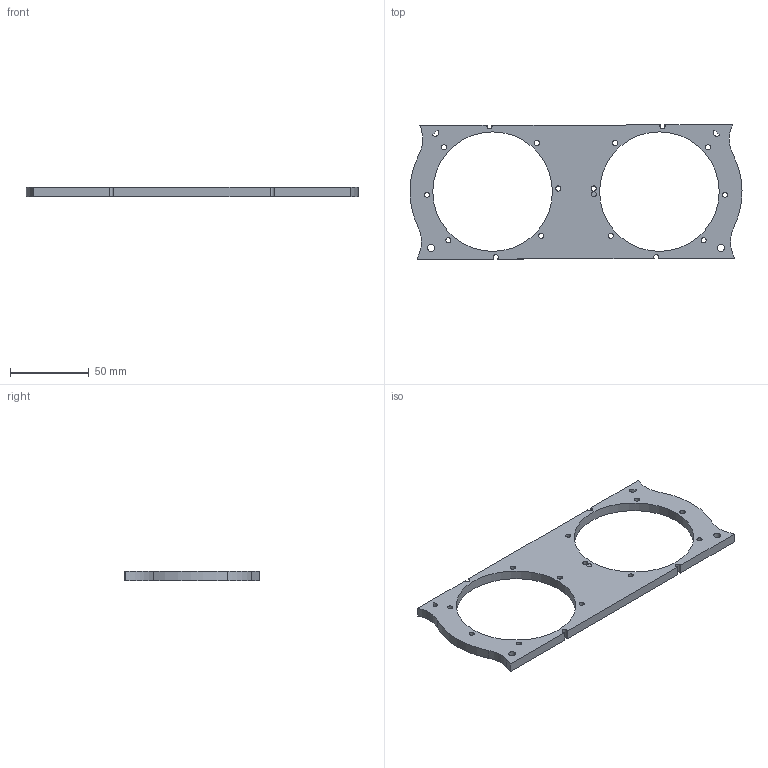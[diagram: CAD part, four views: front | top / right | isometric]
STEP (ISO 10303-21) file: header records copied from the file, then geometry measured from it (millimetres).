
FILE_DESCRIPTION(/* description */ (''),/* implementation_level */ '2;1');
FILE_NAME(/* name */ '2023.000.0091 - Крепление движков.stp',/* time_stamp */ '2023-11-01T20:46:07+03:00',/* author */ (''),/* organization */ (''),/* preprocessor_version */ 'ST-DEVELOPER v16.7',/* originating_system */ 'SIEMENS PLM Software NX 12.0',/* authorisation */ '');
FILE_SCHEMA (('AUTOMOTIVE_DESIGN { 1 0 10303 214 3 1 1 1 }'));
Length unit declared in the file: millimetre
Products named in the file (1): 2023.000.0091 - Крепление 
движков
Bounding box: 210.99 x 85.46 x 6 mm (x, y, z)
Volume: 47966.2 mm3; surface area: 23532.7 mm2
Topology: 2 solids, 2 shells, 44 faces, 120 edges, 80 vertices
Faces by surface type: cylinder 31, plane 13
Full cylindrical faces by diameter (mm): 3.242 x13, 4.5 x3, 76 x2
Entity records: 1429 total; most frequent: DIRECTION 254, CARTESIAN_POINT 225, ORIENTED_EDGE 202, AXIS2_PLACEMENT_3D 108, EDGE_CURVE 101, EDGE_LOOP 98, VERTEX_POINT 79, FACE_BOUND 74
